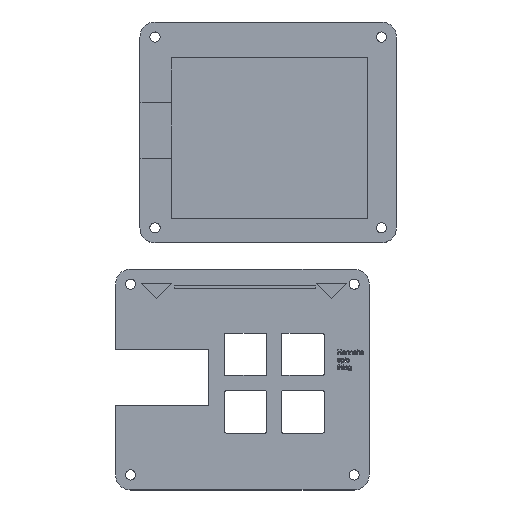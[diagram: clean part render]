
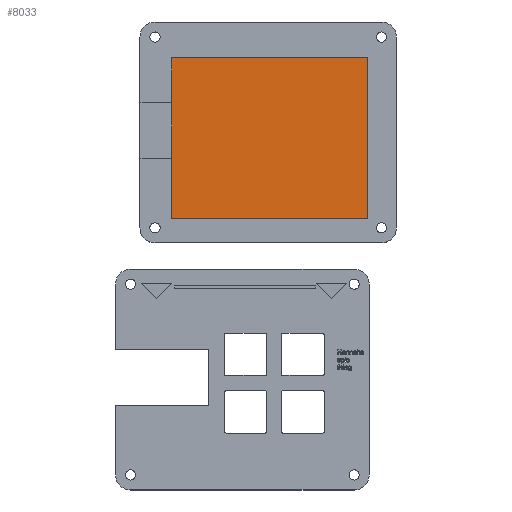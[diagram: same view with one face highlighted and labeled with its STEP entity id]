
A CAD part, top view. The second image highlights one B-rep face of the part: STEP entity #8033.
In plain terms, the highlighted planar face has unit normal (0, 0, 1).
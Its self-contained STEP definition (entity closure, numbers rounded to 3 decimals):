
#801=PLANE('',#8504);
#976=FACE_OUTER_BOUND('',#1417,.T.);
#1417=EDGE_LOOP('',(#5554,#5555,#5556,#5557));
#1937=LINE('',#10138,#2653);
#1938=LINE('',#10140,#2654);
#1939=LINE('',#10142,#2655);
#1940=LINE('',#10143,#2656);
#2653=VECTOR('',#8847,10.);
#2654=VECTOR('',#8848,10.);
#2655=VECTOR('',#8849,10.);
#2656=VECTOR('',#8850,10.);
#3442=VERTEX_POINT('',#10136);
#3443=VERTEX_POINT('',#10137);
#3444=VERTEX_POINT('',#10139);
#3445=VERTEX_POINT('',#10141);
#4285=EDGE_CURVE('',#3442,#3443,#1937,.T.);
#4286=EDGE_CURVE('',#3444,#3442,#1938,.T.);
#4287=EDGE_CURVE('',#3445,#3444,#1939,.T.);
#4288=EDGE_CURVE('',#3443,#3445,#1940,.T.);
#5554=ORIENTED_EDGE('',*,*,#4285,.F.);
#5555=ORIENTED_EDGE('',*,*,#4286,.F.);
#5556=ORIENTED_EDGE('',*,*,#4287,.F.);
#5557=ORIENTED_EDGE('',*,*,#4288,.F.);
#8033=ADVANCED_FACE('',(#976),#801,.T.);
#8504=AXIS2_PLACEMENT_3D('',#10135,#8845,#8846);
#8845=DIRECTION('center_axis',(0.,0.,1.));
#8846=DIRECTION('ref_axis',(1.,0.,0.));
#8847=DIRECTION('',(-1.,0.,0.));
#8848=DIRECTION('',(0.,-1.,0.));
#8849=DIRECTION('',(1.,0.,0.));
#8850=DIRECTION('',(0.,1.,0.));
#10135=CARTESIAN_POINT('Origin',(17.6,-16.7,3.));
#10136=CARTESIAN_POINT('',(50.2,-43.4,3.));
#10137=CARTESIAN_POINT('',(-15.,-43.4,3.));
#10138=CARTESIAN_POINT('',(33.9,-43.4,3.));
#10139=CARTESIAN_POINT('',(50.2,10.,3.));
#10140=CARTESIAN_POINT('',(50.2,-3.35,3.));
#10141=CARTESIAN_POINT('',(-15.,10.,3.));
#10142=CARTESIAN_POINT('',(1.3,10.,3.));
#10143=CARTESIAN_POINT('',(-15.,-30.05,3.));
